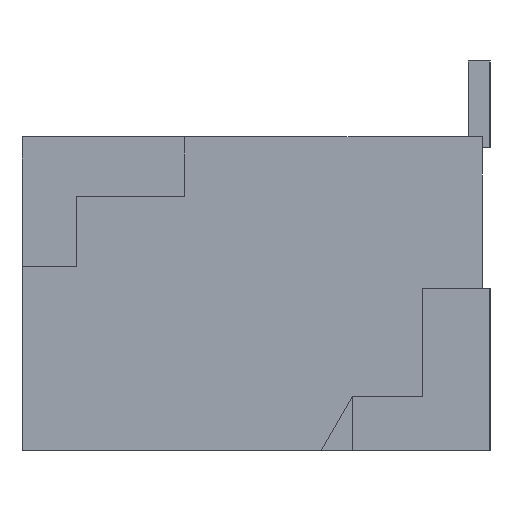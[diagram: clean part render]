
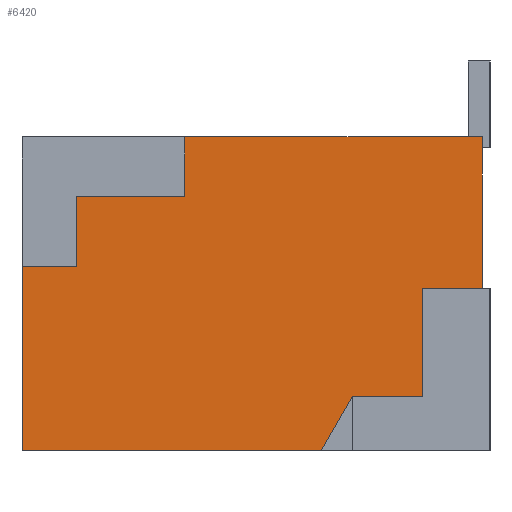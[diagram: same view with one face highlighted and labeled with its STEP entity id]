
A CAD part, left-side view. The second image highlights one B-rep face of the part: STEP entity #6420.
In plain terms, the highlighted planar face has unit normal (-1, 0, 0).
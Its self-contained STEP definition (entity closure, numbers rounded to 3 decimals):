
#15 = CARTESIAN_POINT ( 'NONE',  ( -6., 0.62, 0.05 ) ) ;
#79 = VECTOR ( 'NONE', #147, 1000. ) ;
#114 = DIRECTION ( 'NONE',  ( 0., 0., -1. ) ) ;
#147 = DIRECTION ( 'NONE',  ( 0., -1., 0. ) ) ;
#167 = VERTEX_POINT ( 'NONE', #15 ) ;
#182 = DIRECTION ( 'NONE',  ( 0., -0.5, 0.866 ) ) ;
#390 = VECTOR ( 'NONE', #6019, 1000. ) ;
#437 = ORIENTED_EDGE ( 'NONE', *, *, #4828, .T. ) ;
#483 = ORIENTED_EDGE ( 'NONE', *, *, #6221, .T. ) ;
#521 = CARTESIAN_POINT ( 'NONE',  ( -6., 1.27, -0.95 ) ) ;
#553 = ORIENTED_EDGE ( 'NONE', *, *, #6904, .F. ) ;
#658 = AXIS2_PLACEMENT_3D ( 'NONE', #6592, #1752, #3940 ) ;
#695 = CARTESIAN_POINT ( 'NONE',  ( -6., 3.82, 0.25 ) ) ;
#897 = DIRECTION ( 'NONE',  ( 0., 1., 0. ) ) ;
#1005 = VECTOR ( 'NONE', #5927, 1000. ) ;
#1060 = CARTESIAN_POINT ( 'NONE',  ( -6., 0.62, -0.95 ) ) ;
#1140 = LINE ( 'NONE', #3398, #5008 ) ;
#1284 = ORIENTED_EDGE ( 'NONE', *, *, #2991, .T. ) ;
#1324 = VECTOR ( 'NONE', #114, 1000. ) ;
#1463 = CARTESIAN_POINT ( 'NONE',  ( -6., 0.62, -0.95 ) ) ;
#1524 = DIRECTION ( 'NONE',  ( 0., -1., 0. ) ) ;
#1599 = VERTEX_POINT ( 'NONE', #695 ) ;
#1613 = LINE ( 'NONE', #3825, #1005 ) ;
#1656 = ORIENTED_EDGE ( 'NONE', *, *, #2825, .T. ) ;
#1725 = LINE ( 'NONE', #3921, #390 ) ;
#1733 = CARTESIAN_POINT ( 'NONE',  ( -6., 2.82, 1.45 ) ) ;
#1744 = VECTOR ( 'NONE', #3312, 1000. ) ;
#1752 = DIRECTION ( 'NONE',  ( 1., 0., 0. ) ) ;
#1764 = EDGE_LOOP ( 'NONE', ( #2005, #483, #5674, #3370, #2826, #553, #2178, #5996, #437, #1656, #4920, #1284 ) ) ;
#1786 = VERTEX_POINT ( 'NONE', #1463 ) ;
#1853 = CARTESIAN_POINT ( 'NONE',  ( -6., 4.32, 0.25 ) ) ;
#2005 = ORIENTED_EDGE ( 'NONE', *, *, #5917, .T. ) ;
#2106 = VECTOR ( 'NONE', #1524, 1000. ) ;
#2171 = LINE ( 'NONE', #4287, #4461 ) ;
#2178 = ORIENTED_EDGE ( 'NONE', *, *, #5544, .T. ) ;
#2297 = LINE ( 'NONE', #4401, #3566 ) ;
#2318 = FACE_OUTER_BOUND ( 'NONE', #1764, .T. ) ;
#2544 = VECTOR ( 'NONE', #4013, 1000. ) ;
#2675 = EDGE_CURVE ( 'NONE', #167, #2916, #2942, .T. ) ;
#2825 = EDGE_CURVE ( 'NONE', #1599, #4468, #6688, .T. ) ;
#2826 = ORIENTED_EDGE ( 'NONE', *, *, #5536, .T. ) ;
#2896 = LINE ( 'NONE', #5005, #1324 ) ;
#2916 = VERTEX_POINT ( 'NONE', #5732 ) ;
#2942 = LINE ( 'NONE', #5035, #79 ) ;
#2977 = LINE ( 'NONE', #5063, #4233 ) ;
#2991 = EDGE_CURVE ( 'NONE', #3151, #6863, #4237, .T. ) ;
#3151 = VERTEX_POINT ( 'NONE', #4238 ) ;
#3244 = CARTESIAN_POINT ( 'NONE',  ( -6., 4.32, 0.25 ) ) ;
#3312 = DIRECTION ( 'NONE',  ( 0., -1., 0. ) ) ;
#3370 = ORIENTED_EDGE ( 'NONE', *, *, #2675, .T. ) ;
#3387 = VERTEX_POINT ( 'NONE', #5336 ) ;
#3398 = CARTESIAN_POINT ( 'NONE',  ( -6., 4.32, 1.45 ) ) ;
#3566 = VECTOR ( 'NONE', #6571, 1000. ) ;
#3683 = VERTEX_POINT ( 'NONE', #521 ) ;
#3694 = LINE ( 'NONE', #5790, #6034 ) ;
#3825 = CARTESIAN_POINT ( 'NONE',  ( -6., 4.32, 1.45 ) ) ;
#3880 = CARTESIAN_POINT ( 'NONE',  ( -6., 1.559, -1.45 ) ) ;
#3921 = CARTESIAN_POINT ( 'NONE',  ( -6., 2.82, 0.9 ) ) ;
#3940 = DIRECTION ( 'NONE',  ( 0., 0., -1. ) ) ;
#4013 = DIRECTION ( 'NONE',  ( 0., 1., 0. ) ) ;
#4233 = VECTOR ( 'NONE', #182, 1000. ) ;
#4237 = LINE ( 'NONE', #6384, #2106 ) ;
#4238 = CARTESIAN_POINT ( 'NONE',  ( -6., 4.32, -1.45 ) ) ;
#4287 = CARTESIAN_POINT ( 'NONE',  ( -6., 0.62, 0.05 ) ) ;
#4401 = CARTESIAN_POINT ( 'NONE',  ( -6., 0.07, 1.45 ) ) ;
#4423 = PLANE ( 'NONE',  #658 ) ;
#4461 = VECTOR ( 'NONE', #6440, 1000. ) ;
#4468 = VERTEX_POINT ( 'NONE', #3244 ) ;
#4507 = VERTEX_POINT ( 'NONE', #7092 ) ;
#4828 = EDGE_CURVE ( 'NONE', #4507, #1599, #2896, .T. ) ;
#4920 = ORIENTED_EDGE ( 'NONE', *, *, #6601, .F. ) ;
#5005 = CARTESIAN_POINT ( 'NONE',  ( -6., 3.82, 0.25 ) ) ;
#5008 = VECTOR ( 'NONE', #5490, 1000. ) ;
#5035 = CARTESIAN_POINT ( 'NONE',  ( -6., 0.07, 0.05 ) ) ;
#5063 = CARTESIAN_POINT ( 'NONE',  ( -6., 1.27, -0.95 ) ) ;
#5164 = VERTEX_POINT ( 'NONE', #1733 ) ;
#5336 = CARTESIAN_POINT ( 'NONE',  ( -6., 2.82, 0.9 ) ) ;
#5490 = DIRECTION ( 'NONE',  ( 0., -1., 0. ) ) ;
#5536 = EDGE_CURVE ( 'NONE', #2916, #6719, #2297, .T. ) ;
#5544 = EDGE_CURVE ( 'NONE', #5164, #3387, #1725, .T. ) ;
#5674 = ORIENTED_EDGE ( 'NONE', *, *, #7049, .T. ) ;
#5693 = CARTESIAN_POINT ( 'NONE',  ( -6., 0.07, 1.45 ) ) ;
#5732 = CARTESIAN_POINT ( 'NONE',  ( -6., 0.07, 0.05 ) ) ;
#5790 = CARTESIAN_POINT ( 'NONE',  ( -6., 3.82, 0.9 ) ) ;
#5917 = EDGE_CURVE ( 'NONE', #6863, #3683, #2977, .T. ) ;
#5927 = DIRECTION ( 'NONE',  ( 0., 0., 1. ) ) ;
#5947 = LINE ( 'NONE', #1060, #1744 ) ;
#5996 = ORIENTED_EDGE ( 'NONE', *, *, #7016, .T. ) ;
#6019 = DIRECTION ( 'NONE',  ( 0., 0., -1. ) ) ;
#6034 = VECTOR ( 'NONE', #897, 1000. ) ;
#6221 = EDGE_CURVE ( 'NONE', #3683, #1786, #5947, .T. ) ;
#6384 = CARTESIAN_POINT ( 'NONE',  ( -6., 4.32, -1.45 ) ) ;
#6420 = ADVANCED_FACE ( 'NONE', ( #2318 ), #4423, .F. ) ;
#6440 = DIRECTION ( 'NONE',  ( 0., 0., 1. ) ) ;
#6571 = DIRECTION ( 'NONE',  ( 0., 0., 1. ) ) ;
#6592 = CARTESIAN_POINT ( 'NONE',  ( -6., 4.32, 1.45 ) ) ;
#6601 = EDGE_CURVE ( 'NONE', #3151, #4468, #1613, .T. ) ;
#6688 = LINE ( 'NONE', #1853, #2544 ) ;
#6719 = VERTEX_POINT ( 'NONE', #5693 ) ;
#6863 = VERTEX_POINT ( 'NONE', #3880 ) ;
#6904 = EDGE_CURVE ( 'NONE', #5164, #6719, #1140, .T. ) ;
#7016 = EDGE_CURVE ( 'NONE', #3387, #4507, #3694, .T. ) ;
#7049 = EDGE_CURVE ( 'NONE', #1786, #167, #2171, .T. ) ;
#7092 = CARTESIAN_POINT ( 'NONE',  ( -6., 3.82, 0.9 ) ) ;
